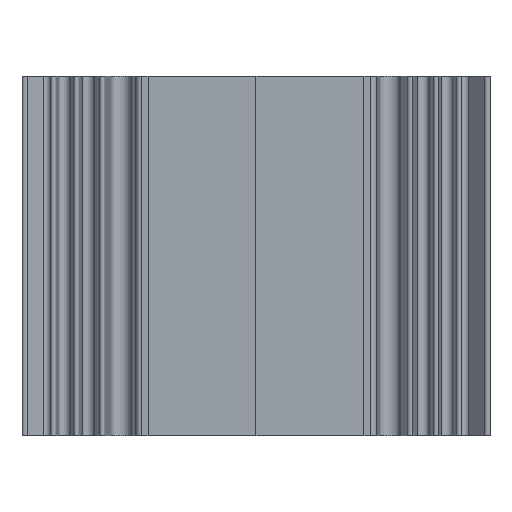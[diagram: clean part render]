
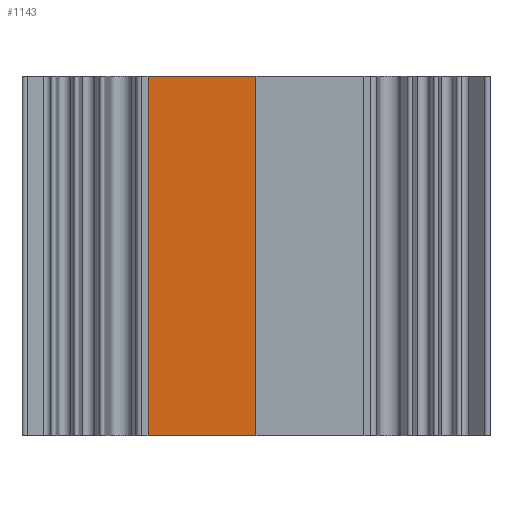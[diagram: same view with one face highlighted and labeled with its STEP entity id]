
A CAD part, front view. The second image highlights one B-rep face of the part: STEP entity #1143.
In plain terms, the highlighted planar face has unit normal (0, -1, 0).
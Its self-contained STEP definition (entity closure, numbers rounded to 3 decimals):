
#418 = VERTEX_POINT('',#419);
#419 = CARTESIAN_POINT('',(-15.,-4.,0.));
#425 = EDGE_CURVE('',#426,#418,#428,.T.);
#426 = VERTEX_POINT('',#427);
#427 = CARTESIAN_POINT('',(0.,-4.,0.));
#428 = LINE('',#429,#430);
#429 = CARTESIAN_POINT('',(0.,-4.,0.));
#430 = VECTOR('',#431,1.);
#431 = DIRECTION('',(-1.,0.,0.));
#740 = VERTEX_POINT('',#741);
#741 = CARTESIAN_POINT('',(-15.,-4.,50.));
#747 = EDGE_CURVE('',#748,#740,#750,.T.);
#748 = VERTEX_POINT('',#749);
#749 = CARTESIAN_POINT('',(0.,-4.,50.));
#750 = LINE('',#751,#752);
#751 = CARTESIAN_POINT('',(0.,-4.,50.));
#752 = VECTOR('',#753,1.);
#753 = DIRECTION('',(-1.,0.,0.));
#1143 = ADVANCED_FACE('',(#1144),#1160,.T.);
#1144 = FACE_BOUND('',#1145,.T.);
#1145 = EDGE_LOOP('',(#1146,#1152,#1153,#1159));
#1146 = ORIENTED_EDGE('',*,*,#1147,.T.);
#1147 = EDGE_CURVE('',#426,#748,#1148,.T.);
#1148 = LINE('',#1149,#1150);
#1149 = CARTESIAN_POINT('',(0.,-4.,0.));
#1150 = VECTOR('',#1151,1.);
#1151 = DIRECTION('',(0.,0.,1.));
#1152 = ORIENTED_EDGE('',*,*,#747,.T.);
#1153 = ORIENTED_EDGE('',*,*,#1154,.F.);
#1154 = EDGE_CURVE('',#418,#740,#1155,.T.);
#1155 = LINE('',#1156,#1157);
#1156 = CARTESIAN_POINT('',(-15.,-4.,0.));
#1157 = VECTOR('',#1158,1.);
#1158 = DIRECTION('',(0.,0.,1.));
#1159 = ORIENTED_EDGE('',*,*,#425,.F.);
#1160 = PLANE('',#1161);
#1161 = AXIS2_PLACEMENT_3D('',#1162,#1163,#1164);
#1162 = CARTESIAN_POINT('',(0.,-4.,0.));
#1163 = DIRECTION('',(0.,-1.,0.));
#1164 = DIRECTION('',(-1.,0.,0.));
